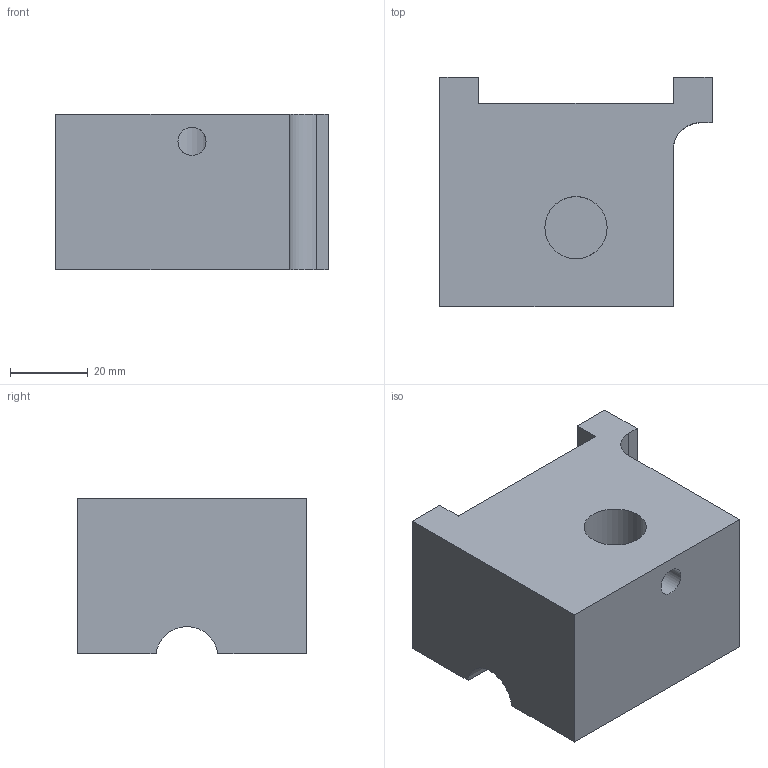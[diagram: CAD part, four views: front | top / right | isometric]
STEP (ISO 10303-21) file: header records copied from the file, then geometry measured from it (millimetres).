
FILE_DESCRIPTION( ( '' ), ' ' );
FILE_NAME( '5c9b56c24a9872168f0914d4.step', '2019-03-27T10:56:03', ( '' ), ( '' ), ' ', ' ', ' ' );
FILE_SCHEMA( ( 'AUTOMOTIVE_DESIGN { 1 0 10303 214 1 1 1 1 }' ) );
Length unit declared in the file: metre
Products named in the file (1): MT02.0160.0011
Bounding box: 70 x 59 x 40 mm (x, y, z)
Volume: 124298.9 mm3; surface area: 18726.6 mm2
Topology: 1 solids, 1 shells, 18 faces, 45 edges, 30 vertices
Faces by surface type: plane 14, cylinder 4
Full cylindrical faces by diameter (mm): 7.2 x1, 16 x1
Entity records: 751 total; most frequent: CARTESIAN_POINT 155, DIRECTION 87, ORIENTED_EDGE 86, EDGE_CURVE 43, LINE 35, VECTOR 35, VERTEX_POINT 30, AXIS2_PLACEMENT_3D 26
